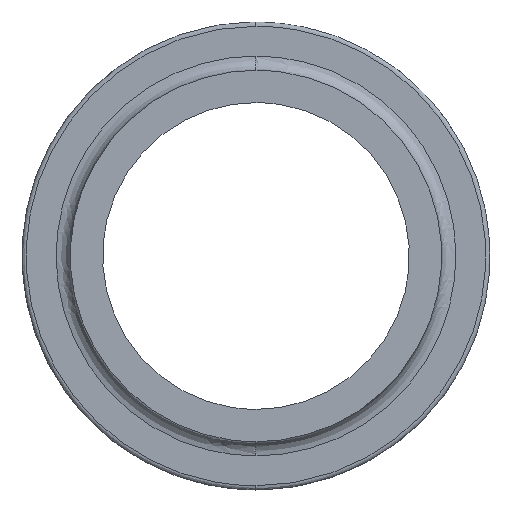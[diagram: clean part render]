
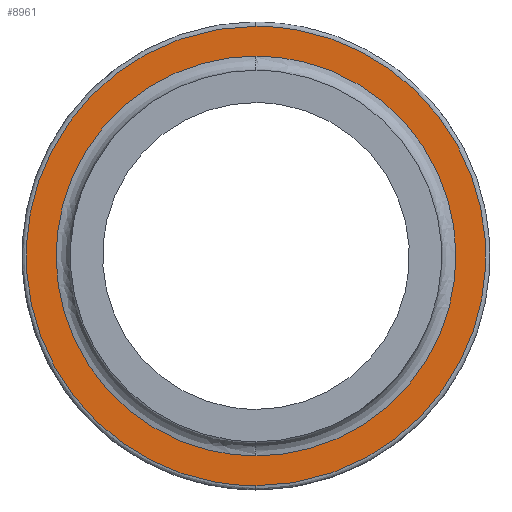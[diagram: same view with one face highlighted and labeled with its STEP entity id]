
A CAD part, front view. The second image highlights one B-rep face of the part: STEP entity #8961.
In plain terms, the highlighted free-form (B-spline) face has degree [1, 1] with [2, 2] control points.
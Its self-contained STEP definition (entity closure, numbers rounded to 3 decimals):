
#823 = VERTEX_POINT('',#824);
#824 = CARTESIAN_POINT('',(0.,5.996,-16.903));
#830 = EDGE_CURVE('',#831,#823,#833,.T.);
#831 = VERTEX_POINT('',#832);
#832 = CARTESIAN_POINT('',(0.,5.996,
    16.903));
#833 = ( BOUNDED_CURVE() B_SPLINE_CURVE(2,(#834,#835,#836,#837,#838),
.UNSPECIFIED.,.F.,.F.) B_SPLINE_CURVE_WITH_KNOTS((3,2,3),(3.142,
4.712,6.283),.PIECEWISE_BEZIER_KNOTS.) CURVE() 
GEOMETRIC_REPRESENTATION_ITEM() RATIONAL_B_SPLINE_CURVE((1.,
0.707,1.,0.707,1.)) REPRESENTATION_ITEM('') );
#834 = CARTESIAN_POINT('',(0.,5.996,
    16.903));
#835 = CARTESIAN_POINT('',(-16.903,5.996,
    16.903));
#836 = CARTESIAN_POINT('',(-16.903,5.996,
    0.));
#837 = CARTESIAN_POINT('',(-16.903,5.996,
    -16.903));
#838 = CARTESIAN_POINT('',(0.,5.996,
    -16.903));
#886 = VERTEX_POINT('',#887);
#887 = CARTESIAN_POINT('',(0.,5.996,
    19.428));
#893 = EDGE_CURVE('',#894,#886,#896,.T.);
#894 = VERTEX_POINT('',#895);
#895 = CARTESIAN_POINT('',(0.,5.996,-19.428));
#896 = ( BOUNDED_CURVE() B_SPLINE_CURVE(2,(#897,#898,#899,#900,#901),
.UNSPECIFIED.,.F.,.F.) B_SPLINE_CURVE_WITH_KNOTS((3,2,3),(0.,
1.571,3.142),.PIECEWISE_BEZIER_KNOTS.) CURVE() 
GEOMETRIC_REPRESENTATION_ITEM() RATIONAL_B_SPLINE_CURVE((1.,
0.707,1.,0.707,1.)) REPRESENTATION_ITEM('') );
#897 = CARTESIAN_POINT('',(0.,5.996,-19.428));
#898 = CARTESIAN_POINT('',(19.428,5.996,
    -19.428));
#899 = CARTESIAN_POINT('',(19.428,5.996,
    0.));
#900 = CARTESIAN_POINT('',(19.428,5.996,
    19.428));
#901 = CARTESIAN_POINT('',(0.,5.996,
    19.428));
#8938 = EDGE_CURVE('',#886,#894,#8939,.T.);
#8939 = ( BOUNDED_CURVE() B_SPLINE_CURVE(2,(#8940,#8941,#8942,#8943,
#8944),.UNSPECIFIED.,.F.,.F.) B_SPLINE_CURVE_WITH_KNOTS((3,2,3),(
    3.142,4.712,6.283),
.PIECEWISE_BEZIER_KNOTS.) CURVE() GEOMETRIC_REPRESENTATION_ITEM() 
RATIONAL_B_SPLINE_CURVE((1.,0.707,1.,0.707,1.)) 
REPRESENTATION_ITEM('') );
#8940 = CARTESIAN_POINT('',(0.,5.996,
    19.428));
#8941 = CARTESIAN_POINT('',(-19.428,5.996,
    19.428));
#8942 = CARTESIAN_POINT('',(-19.428,5.996,
    0.));
#8943 = CARTESIAN_POINT('',(-19.428,5.996,
    -19.428));
#8944 = CARTESIAN_POINT('',(0.,5.996,
    -19.428));
#8961 = ADVANCED_FACE('',(#8962,#8966),#8977,.T.);
#8962 = FACE_BOUND('',#8963,.T.);
#8963 = EDGE_LOOP('',(#8964,#8965));
#8964 = ORIENTED_EDGE('',*,*,#893,.T.);
#8965 = ORIENTED_EDGE('',*,*,#8938,.T.);
#8966 = FACE_BOUND('',#8967,.T.);
#8967 = EDGE_LOOP('',(#8968,#8976));
#8968 = ORIENTED_EDGE('',*,*,#8969,.F.);
#8969 = EDGE_CURVE('',#823,#831,#8970,.T.);
#8970 = ( BOUNDED_CURVE() B_SPLINE_CURVE(2,(#8971,#8972,#8973,#8974,
#8975),.UNSPECIFIED.,.F.,.F.) B_SPLINE_CURVE_WITH_KNOTS((3,2,3),(0.,
1.571,3.142),.PIECEWISE_BEZIER_KNOTS.) CURVE() 
GEOMETRIC_REPRESENTATION_ITEM() RATIONAL_B_SPLINE_CURVE((1.,
0.707,1.,0.707,1.)) REPRESENTATION_ITEM('') );
#8971 = CARTESIAN_POINT('',(0.,5.996,-16.903));
#8972 = CARTESIAN_POINT('',(16.903,5.996,
    -16.903));
#8973 = CARTESIAN_POINT('',(16.903,5.996,
    0.));
#8974 = CARTESIAN_POINT('',(16.903,5.996,
    16.903));
#8975 = CARTESIAN_POINT('',(0.,5.996,
    16.903));
#8976 = ORIENTED_EDGE('',*,*,#830,.F.);
#8977 = B_SPLINE_SURFACE_WITH_KNOTS('',1,1,(
    (#8978,#8979)
    ,(#8980,#8981
    )),.UNSPECIFIED.,.F.,.F.,.F.,(2,2),(2,2),(-16.2,16.2),(-30.295,2.105
    ),.PIECEWISE_BEZIER_KNOTS.);
#8978 = CARTESIAN_POINT('',(-19.428,5.996,
    19.428));
#8979 = CARTESIAN_POINT('',(19.428,5.996,
    19.428));
#8980 = CARTESIAN_POINT('',(-19.428,5.996,
    -19.428));
#8981 = CARTESIAN_POINT('',(19.428,5.996,
    -19.428));
